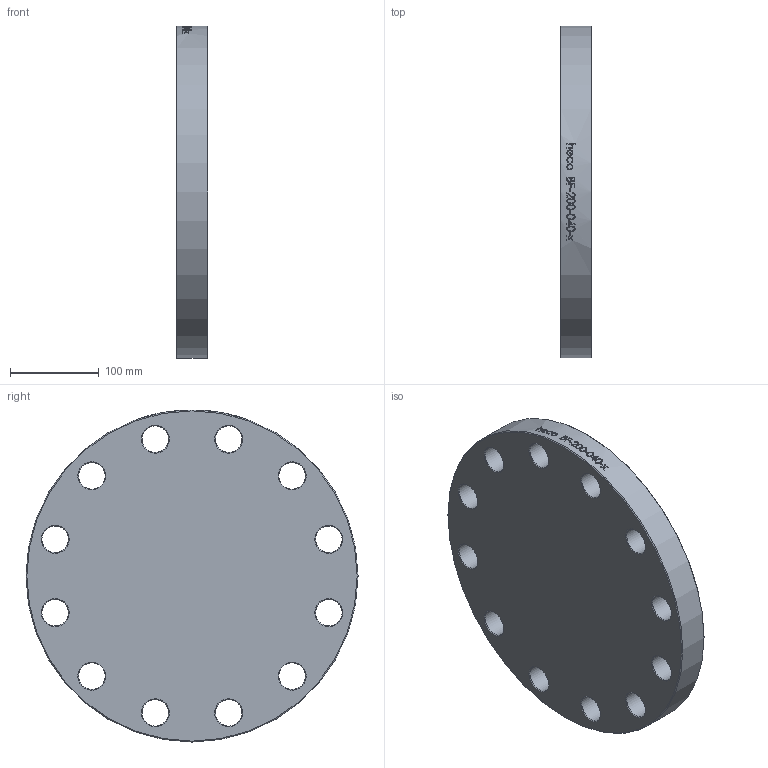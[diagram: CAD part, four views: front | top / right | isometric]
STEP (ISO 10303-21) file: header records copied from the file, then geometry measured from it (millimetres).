
FILE_DESCRIPTION (( 'STEP AP214' ), '1' );
FILE_NAME ('BF-200-040-x Blindflansch PN40 EN1092 2103.STEP', '2021-03-09T10:51:29', ( '' ), ( '' ), 'SwSTEP 2.0', 'SolidWorks 2019', '' );
FILE_SCHEMA (( 'AUTOMOTIVE_DESIGN' ));
Length unit declared in the file: millimetre
Products named in the file (1): BF-200-040-x Blindflansch PN40 EN1092 2103
Bounding box: 36 x 375 x 375 mm (x, y, z)
Volume: 3671253.6 mm3; surface area: 284671 mm2
Topology: 1 solids, 1 shells, 66 faces, 265 edges, 226 vertices
Faces by surface type: cylinder 38, cone 26, plane 2
Full cylindrical faces by diameter (mm): 30 x12, 375 x1
Entity records: 6967 total; most frequent: CARTESIAN_POINT 4736, ORIENTED_EDGE 426, DIRECTION 333, VERTEX_POINT 213, EDGE_CURVE 213, AXIS2_PLACEMENT_3D 154, EDGE_LOOP 154, B_SPLINE_CURVE_WITH_KNOTS 101
